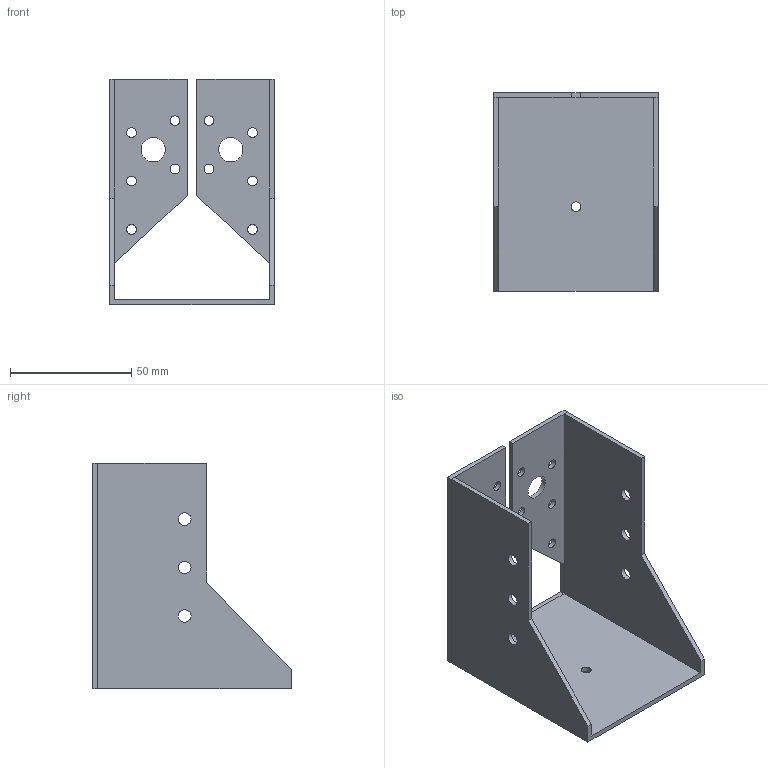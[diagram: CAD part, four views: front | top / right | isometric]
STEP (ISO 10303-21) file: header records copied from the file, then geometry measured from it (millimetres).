
FILE_DESCRIPTION(('FreeCAD Model'),'2;1');
FILE_NAME('SAIT250_L64_H93.step','2015-07-18T10:37:38',('Author'),(''), 'Open CASCADE STEP processor 6.8','FreeCAD','Unknown');
FILE_SCHEMA(('AUTOMOTIVE_DESIGN_CC2 { 1 2 10303 214 -1 1 5 4 }'));
Length unit declared in the file: millimetre
Products named in the file (1): Pocket001
Bounding box: 68 x 82 x 93 mm (x, y, z)
Volume: 38214.5 mm3; surface area: 40229.7 mm2
Topology: 1 solids, 1 shells, 47 faces, 125 edges, 80 vertices
Faces by surface type: plane 28, cylinder 19
Full cylindrical faces by diameter (mm): 4 x11, 5.2 x6, 10 x2
Entity records: 3197 total; most frequent: CARTESIAN_POINT 575, DIRECTION 487, LINE 287, VECTOR 287, ORIENTED_EDGE 250, PCURVE 250, DEFINITIONAL_REPRESENTATION 250, EDGE_CURVE 125
